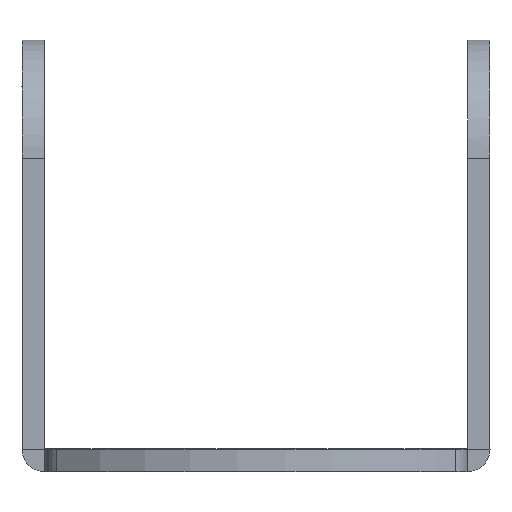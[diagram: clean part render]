
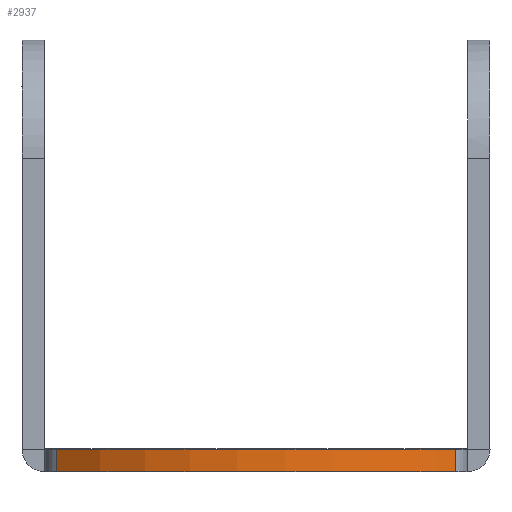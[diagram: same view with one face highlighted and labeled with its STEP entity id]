
A CAD part, left-side view. The second image highlights one B-rep face of the part: STEP entity #2937.
In plain terms, the highlighted free-form (B-spline) face has degree [1, 2] with [2, 3] control points.
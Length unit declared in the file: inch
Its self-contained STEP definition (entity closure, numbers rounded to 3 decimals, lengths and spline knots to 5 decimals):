
#28 = VERTEX_POINT ( 'NONE', #2071 ) ;
#75 = CARTESIAN_POINT ( 'NONE',  ( 1.92856, 0.69978, 3.11327 ) ) ;
#144 = EDGE_CURVE ( 'NONE', #2705, #28, #556, .T. ) ;
#243 = CARTESIAN_POINT ( 'NONE',  ( 1.33432, -0.00064, 3.11294 ) ) ;
#268 = EDGE_CURVE ( 'NONE', #2066, #518, #303, .T. ) ;
#273 = CARTESIAN_POINT ( 'NONE',  ( 1.92856, 0.69978, 3.11327 ) ) ;
#303 =( BOUNDED_CURVE ( )  B_SPLINE_CURVE ( 2, ( #273, #243, #2213 ),
 .UNSPECIFIED., .F., .F. ) 
 B_SPLINE_CURVE_WITH_KNOTS ( ( 3, 3 ),
 ( 4.00883, 5.41595 ),
 .UNSPECIFIED. ) 
 CURVE ( )  GEOMETRIC_REPRESENTATION_ITEM ( )  RATIONAL_B_SPLINE_CURVE ( ( 1., 0.763, 1. ) ) 
 REPRESENTATION_ITEM ( '' )  );
#338 = ORIENTED_EDGE ( 'NONE', *, *, #2370, .T. ) ;
#518 = VERTEX_POINT ( 'NONE', #2962 ) ;
#556 =( BOUNDED_CURVE ( )  B_SPLINE_CURVE ( 2, ( #2356, #3048, #1178 ),
 .UNSPECIFIED., .F., .F. ) 
 B_SPLINE_CURVE_WITH_KNOTS ( ( 3, 3 ),
 ( 4.00883, 5.41595 ),
 .UNSPECIFIED. ) 
 CURVE ( )  GEOMETRIC_REPRESENTATION_ITEM ( )  RATIONAL_B_SPLINE_CURVE ( ( 1., 0.763, 1. ) ) 
 REPRESENTATION_ITEM ( '' )  );
#575 = CARTESIAN_POINT ( 'NONE',  ( 1.92852, 0.69978, 3.19201 ) ) ;
#646 = CARTESIAN_POINT ( 'NONE',  ( 1.92852, -0.70107, 3.19201 ) ) ;
#697 = ORIENTED_EDGE ( 'NONE', *, *, #3009, .T. ) ;
#939 = ORIENTED_EDGE ( 'NONE', *, *, #144, .F. ) ;
#996 = CARTESIAN_POINT ( 'NONE',  ( 1.92852, -0.70107, 3.19201 ) ) ;
#1178 = CARTESIAN_POINT ( 'NONE',  ( 1.92852, -0.70107, 3.19201 ) ) ;
#1202 = CARTESIAN_POINT ( 'NONE',  ( 1.33428, -0.00064, 3.19168 ) ) ;
#1265 = ORIENTED_EDGE ( 'NONE', *, *, #268, .T. ) ;
#1266 = CARTESIAN_POINT ( 'NONE',  ( 1.33432, -0.00064, 3.11294 ) ) ;
#1612 =( BOUNDED_SURFACE ( )  B_SPLINE_SURFACE ( 1, 2, ( 
 ( #1958, #1202, #996 ),
 ( #75, #1266, #2903 ) ),
 .UNSPECIFIED., .F., .F., .F. ) 
 B_SPLINE_SURFACE_WITH_KNOTS ( ( 2, 2 ),
 ( 3, 3 ),
 ( 0., 0.07273 ),
 ( -2.27436, -0.86723 ),
 .UNSPECIFIED. ) 
 GEOMETRIC_REPRESENTATION_ITEM ( )  RATIONAL_B_SPLINE_SURFACE ( (
 ( 1., 0.763, 1.),
 ( 1., 0.763, 1.) ) ) 
 REPRESENTATION_ITEM ( '' )  SURFACE ( )  );
#1708 = FACE_OUTER_BOUND ( 'NONE', #2387, .T. ) ;
#1958 = CARTESIAN_POINT ( 'NONE',  ( 1.92852, 0.69978, 3.19201 ) ) ;
#2066 = VERTEX_POINT ( 'NONE', #2719 ) ;
#2071 = CARTESIAN_POINT ( 'NONE',  ( 1.92852, -0.70107, 3.19201 ) ) ;
#2213 = CARTESIAN_POINT ( 'NONE',  ( 1.92857, -0.70107, 3.11327 ) ) ;
#2237 = B_SPLINE_CURVE_WITH_KNOTS ( 'NONE', 1,
 ( #2275, #2473 ),
 .UNSPECIFIED., .F., .F.,
 ( 2, 2 ),
 ( -1., 0. ),
 .UNSPECIFIED. ) ;
#2275 = CARTESIAN_POINT ( 'NONE',  ( 1.92852, 0.69978, 3.19201 ) ) ;
#2296 = CARTESIAN_POINT ( 'NONE',  ( 1.92857, -0.70107, 3.11327 ) ) ;
#2356 = CARTESIAN_POINT ( 'NONE',  ( 1.92852, 0.69978, 3.19201 ) ) ;
#2370 = EDGE_CURVE ( 'NONE', #518, #28, #3081, .T. ) ;
#2387 = EDGE_LOOP ( 'NONE', ( #1265, #338, #939, #697 ) ) ;
#2473 = CARTESIAN_POINT ( 'NONE',  ( 1.92856, 0.69978, 3.11327 ) ) ;
#2705 = VERTEX_POINT ( 'NONE', #575 ) ;
#2719 = CARTESIAN_POINT ( 'NONE',  ( 1.92856, 0.69978, 3.11327 ) ) ;
#2903 = CARTESIAN_POINT ( 'NONE',  ( 1.92857, -0.70107, 3.11327 ) ) ;
#2937 = ADVANCED_FACE ( 'NONE', ( #1708 ), #1612, .T. ) ;
#2962 = CARTESIAN_POINT ( 'NONE',  ( 1.92857, -0.70107, 3.11327 ) ) ;
#3009 = EDGE_CURVE ( 'NONE', #2705, #2066, #2237, .T. ) ;
#3048 = CARTESIAN_POINT ( 'NONE',  ( 1.33428, -0.00064, 3.19168 ) ) ;
#3081 = B_SPLINE_CURVE_WITH_KNOTS ( 'NONE', 1,
 ( #2296, #646 ),
 .UNSPECIFIED., .F., .F.,
 ( 2, 2 ),
 ( 0., 1. ),
 .UNSPECIFIED. ) ;
